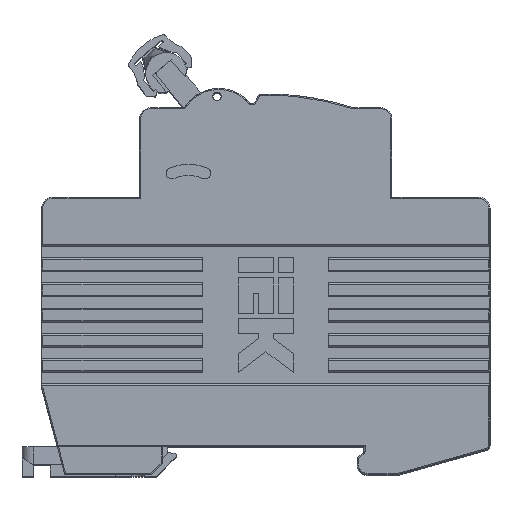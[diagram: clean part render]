
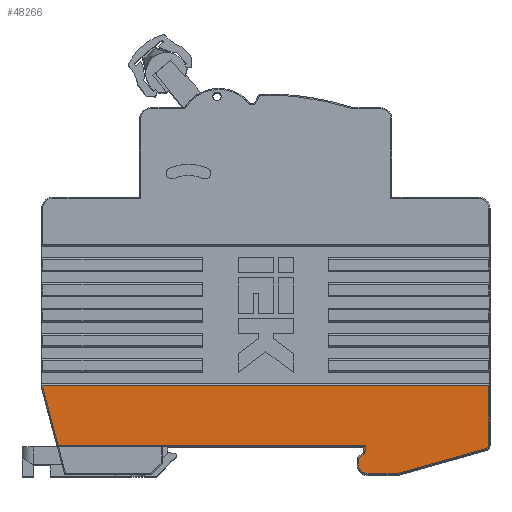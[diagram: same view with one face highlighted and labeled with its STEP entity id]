
A CAD part, top view. The second image highlights one B-rep face of the part: STEP entity #48266.
In plain terms, the highlighted planar face has unit normal (0, 0, 1).
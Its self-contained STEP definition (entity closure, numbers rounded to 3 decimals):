
#44 = AXIS2_PLACEMENT_3D ( 'NONE', #102101, #49435, #111075 ) ;
#1503 = CARTESIAN_POINT ( 'NONE',  ( 28.027, -26.772, 89.84 ) ) ;
#2770 = EDGE_CURVE ( 'NONE', #31251, #73696, #60324, .T. ) ;
#3582 = CARTESIAN_POINT ( 'NONE',  ( 29.227, -24.678, 89.84 ) ) ;
#3702 = DIRECTION ( 'NONE',  ( 0., -1., 0. ) ) ;
#4215 = VECTOR ( 'NONE', #16295, 1000. ) ;
#4769 = CARTESIAN_POINT ( 'NONE',  ( 51.33, -12.872, 89.84 ) ) ;
#4861 = VECTOR ( 'NONE', #19780, 1000. ) ;
#5304 = VECTOR ( 'NONE', #40172, 1000. ) ;
#6071 = CARTESIAN_POINT ( 'NONE',  ( -26.01, -27.572, 89.84 ) ) ;
#7057 = CARTESIAN_POINT ( 'NONE',  ( 35.024, -28.572, 89.84 ) ) ;
#9807 = EDGE_CURVE ( 'NONE', #81938, #57991, #25953, .T. ) ;
#10850 = CARTESIAN_POINT ( 'NONE',  ( 29.227, -24.772, 89.84 ) ) ;
#14470 = VERTEX_POINT ( 'NONE', #71107 ) ;
#14479 = PLANE ( 'NONE',  #42655 ) ;
#14881 = DIRECTION ( 'NONE',  ( 1., 0., 0. ) ) ;
#14962 = CARTESIAN_POINT ( 'NONE',  ( -28.27, -13.192, 89.84 ) ) ;
#16295 = DIRECTION ( 'NONE',  ( 1., 0., 0. ) ) ;
#16785 = EDGE_CURVE ( 'NONE', #61169, #71803, #53741, .T. ) ;
#17878 = CARTESIAN_POINT ( 'NONE',  ( -4.703, -53.141, 89.84 ) ) ;
#19747 = DIRECTION ( 'NONE',  ( 0., 0., 1. ) ) ;
#19780 = DIRECTION ( 'NONE',  ( 0., -1., 0. ) ) ;
#20065 = VERTEX_POINT ( 'NONE', #1503 ) ;
#23812 = DIRECTION ( 'NONE',  ( 0., -1., 0. ) ) ;
#25953 = LINE ( 'NONE', #4769, #5304 ) ;
#26083 = ORIENTED_EDGE ( 'NONE', *, *, #77899, .T. ) ;
#27244 = EDGE_CURVE ( 'NONE', #57991, #43776, #60778, .T. ) ;
#29117 = EDGE_CURVE ( 'NONE', #31251, #62176, #73323, .T. ) ;
#30339 = ORIENTED_EDGE ( 'NONE', *, *, #47794, .T. ) ;
#31251 = VERTEX_POINT ( 'NONE', #84726 ) ;
#32099 = VECTOR ( 'NONE', #109910, 1000. ) ;
#33933 = CARTESIAN_POINT ( 'NONE',  ( 50.53, -23.371, 89.84 ) ) ;
#34724 = CARTESIAN_POINT ( 'NONE',  ( 29.827, -28.572, 89.84 ) ) ;
#36548 = ORIENTED_EDGE ( 'NONE', *, *, #44437, .T. ) ;
#39706 = DIRECTION ( 'NONE',  ( 1., 0., 0. ) ) ;
#40172 = DIRECTION ( 'NONE',  ( 0., 1., 0. ) ) ;
#41461 = ORIENTED_EDGE ( 'NONE', *, *, #54978, .T. ) ;
#42655 = AXIS2_PLACEMENT_3D ( 'NONE', #6071, #67531, #14881 ) ;
#42668 = CIRCLE ( 'NONE', #44859, 0.8 ) ;
#42846 = DIRECTION ( 'NONE',  ( 1., 0., 0. ) ) ;
#43115 = EDGE_CURVE ( 'NONE', #62176, #20065, #88239, .T. ) ;
#43776 = VERTEX_POINT ( 'NONE', #79603 ) ;
#44437 = EDGE_CURVE ( 'NONE', #71803, #109222, #65364, .T. ) ;
#44859 = AXIS2_PLACEMENT_3D ( 'NONE', #33933, #95516, #42846 ) ;
#46658 = CARTESIAN_POINT ( 'NONE',  ( 51.33, -12.872, 89.84 ) ) ;
#47476 = CARTESIAN_POINT ( 'NONE',  ( -26.01, -12.872, 89.84 ) ) ;
#47794 = EDGE_CURVE ( 'NONE', #43776, #75890, #71400, .T. ) ;
#48266 = ADVANCED_FACE ( 'NONE', ( #51911 ), #14479, .T. ) ;
#48513 = CARTESIAN_POINT ( 'NONE',  ( -26.01, -23.572, 89.84 ) ) ;
#49435 = DIRECTION ( 'NONE',  ( 0., 0., 1. ) ) ;
#51416 = ORIENTED_EDGE ( 'NONE', *, *, #43115, .T. ) ;
#51668 = LINE ( 'NONE', #10850, #4861 ) ;
#51911 = FACE_OUTER_BOUND ( 'NONE', #60987, .T. ) ;
#52839 = CARTESIAN_POINT ( 'NONE',  ( 34.997, -28.572, 89.84 ) ) ;
#53741 = LINE ( 'NONE', #7057, #4215 ) ;
#53965 = ORIENTED_EDGE ( 'NONE', *, *, #95493, .T. ) ;
#54978 = EDGE_CURVE ( 'NONE', #20065, #61169, #95953, .T. ) ;
#56237 = ORIENTED_EDGE ( 'NONE', *, *, #2770, .F. ) ;
#56266 = DIRECTION ( 'NONE',  ( -1., 0., 0. ) ) ;
#57991 = VERTEX_POINT ( 'NONE', #46658 ) ;
#58253 = ORIENTED_EDGE ( 'NONE', *, *, #59889, .T. ) ;
#58432 = CARTESIAN_POINT ( 'NONE',  ( 29.227, -23.572, 89.84 ) ) ;
#59356 = EDGE_CURVE ( 'NONE', #14470, #75890, #102318, .T. ) ;
#59889 = EDGE_CURVE ( 'NONE', #14470, #67001, #68921, .T. ) ;
#60200 = CARTESIAN_POINT ( 'NONE',  ( 28.027, -25.866, 89.84 ) ) ;
#60324 = CIRCLE ( 'NONE', #65528, 0.4 ) ;
#60778 = LINE ( 'NONE', #47476, #81395 ) ;
#60987 = EDGE_LOOP ( 'NONE', ( #105747, #30339, #84176, #58253, #53965, #56237, #100364, #51416, #41461, #92046, #36548, #26083, #92724 ) ) ;
#61169 = VERTEX_POINT ( 'NONE', #34724 ) ;
#62038 = DIRECTION ( 'NONE',  ( -0.768, -0.64, 0. ) ) ;
#62176 = VERTEX_POINT ( 'NONE', #60200 ) ;
#65364 = LINE ( 'NONE', #80010, #109535 ) ;
#65528 = AXIS2_PLACEMENT_3D ( 'NONE', #72414, #19747, #81193 ) ;
#67001 = VERTEX_POINT ( 'NONE', #58432 ) ;
#67531 = DIRECTION ( 'NONE',  ( 0., 0., 1. ) ) ;
#68618 = VECTOR ( 'NONE', #23812, 1000. ) ;
#68921 = LINE ( 'NONE', #48513, #89644 ) ;
#71107 = CARTESIAN_POINT ( 'NONE',  ( -25.519, -23.572, 89.84 ) ) ;
#71400 = LINE ( 'NONE', #14962, #68618 ) ;
#71803 = VERTEX_POINT ( 'NONE', #52839 ) ;
#72414 = CARTESIAN_POINT ( 'NONE',  ( 28.827, -24.678, 89.84 ) ) ;
#73323 = LINE ( 'NONE', #17878, #91225 ) ;
#73696 = VERTEX_POINT ( 'NONE', #3582 ) ;
#75890 = VERTEX_POINT ( 'NONE', #81665 ) ;
#77899 = EDGE_CURVE ( 'NONE', #109222, #81938, #42668, .T. ) ;
#78095 = CARTESIAN_POINT ( 'NONE',  ( 50.746, -24.141, 89.84 ) ) ;
#79603 = CARTESIAN_POINT ( 'NONE',  ( -28.27, -12.872, 89.84 ) ) ;
#80010 = CARTESIAN_POINT ( 'NONE',  ( 50.746, -24.141, 89.84 ) ) ;
#81193 = DIRECTION ( 'NONE',  ( 1., 0., 0. ) ) ;
#81395 = VECTOR ( 'NONE', #56266, 1000. ) ;
#81665 = CARTESIAN_POINT ( 'NONE',  ( -28.27, -13.166, 89.84 ) ) ;
#81938 = VERTEX_POINT ( 'NONE', #110484 ) ;
#84176 = ORIENTED_EDGE ( 'NONE', *, *, #59356, .F. ) ;
#84726 = CARTESIAN_POINT ( 'NONE',  ( 29.083, -24.986, 89.84 ) ) ;
#88239 = LINE ( 'NONE', #109184, #108950 ) ;
#88927 = DIRECTION ( 'NONE',  ( 0.963, 0.271, 0. ) ) ;
#89644 = VECTOR ( 'NONE', #39706, 1000. ) ;
#91225 = VECTOR ( 'NONE', #62038, 1000. ) ;
#92046 = ORIENTED_EDGE ( 'NONE', *, *, #16785, .T. ) ;
#92724 = ORIENTED_EDGE ( 'NONE', *, *, #9807, .T. ) ;
#95493 = EDGE_CURVE ( 'NONE', #67001, #73696, #51668, .T. ) ;
#95516 = DIRECTION ( 'NONE',  ( 0., 0., 1. ) ) ;
#95953 = CIRCLE ( 'NONE', #44, 1.8 ) ;
#100364 = ORIENTED_EDGE ( 'NONE', *, *, #29117, .T. ) ;
#100962 = CARTESIAN_POINT ( 'NONE',  ( -24.562, -27.189, 89.84 ) ) ;
#102101 = CARTESIAN_POINT ( 'NONE',  ( 29.827, -26.772, 89.84 ) ) ;
#102318 = LINE ( 'NONE', #100962, #32099 ) ;
#105747 = ORIENTED_EDGE ( 'NONE', *, *, #27244, .T. ) ;
#108950 = VECTOR ( 'NONE', #3702, 1000. ) ;
#109184 = CARTESIAN_POINT ( 'NONE',  ( 28.027, -26.772, 89.84 ) ) ;
#109222 = VERTEX_POINT ( 'NONE', #78095 ) ;
#109535 = VECTOR ( 'NONE', #88927, 1000. ) ;
#109910 = DIRECTION ( 'NONE',  ( -0.256, 0.967, 0. ) ) ;
#110484 = CARTESIAN_POINT ( 'NONE',  ( 51.33, -23.371, 89.84 ) ) ;
#111075 = DIRECTION ( 'NONE',  ( 1., 0., 0. ) ) ;
